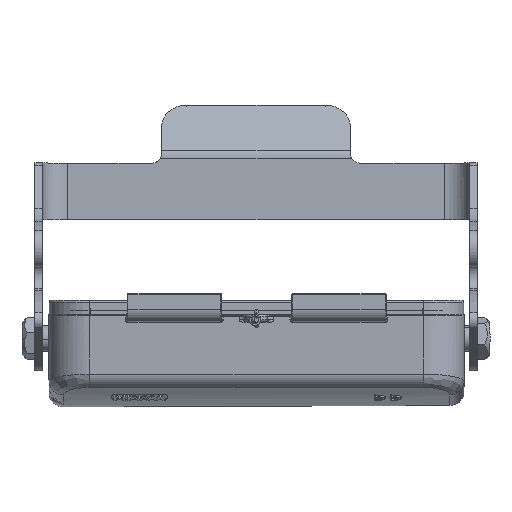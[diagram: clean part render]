
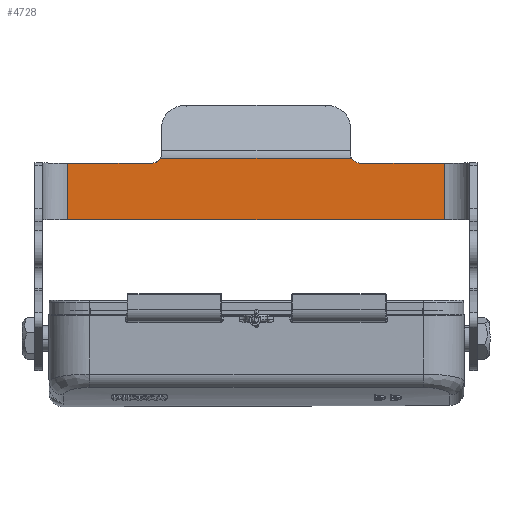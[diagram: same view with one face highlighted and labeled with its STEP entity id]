
A CAD part, front view. The second image highlights one B-rep face of the part: STEP entity #4728.
In plain terms, the highlighted planar face has unit normal (0, -1, 0.009).
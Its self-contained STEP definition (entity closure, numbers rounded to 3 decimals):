
#3827=PLANE('',#12671);
#4230=CIRCLE('',#12670,3.);
#4728=ADVANCED_FACE('',(#5411),#3827,.F.);
#5411=FACE_OUTER_BOUND('',#5926,.T.);
#5926=EDGE_LOOP('',(#8367,#8368,#8369,#8370,#8371,#8372,#8373,#8374,#8375,
#8376));
#6237=B_SPLINE_CURVE_WITH_KNOTS('',3,(#19894,#19895,#19896,#19897),
 .UNSPECIFIED.,.F.,.F.,(4,4),(0.,1.),.UNSPECIFIED.);
#6238=B_SPLINE_CURVE_WITH_KNOTS('',3,(#19899,#19900,#19901,#19902),
 .UNSPECIFIED.,.F.,.F.,(4,4),(0.,1.),.UNSPECIFIED.);
#6239=B_SPLINE_CURVE_WITH_KNOTS('',3,(#19904,#19905,#19906,#19907),
 .UNSPECIFIED.,.F.,.F.,(4,4),(0.,1.),.UNSPECIFIED.);
#6240=B_SPLINE_CURVE_WITH_KNOTS('',3,(#19909,#19910,#19911,#19912),
 .UNSPECIFIED.,.F.,.F.,(4,4),(0.,1.),.UNSPECIFIED.);
#8367=ORIENTED_EDGE('',*,*,#10624,.F.);
#8368=ORIENTED_EDGE('',*,*,#10625,.T.);
#8369=ORIENTED_EDGE('',*,*,#10626,.T.);
#8370=ORIENTED_EDGE('',*,*,#10627,.T.);
#8371=ORIENTED_EDGE('',*,*,#10628,.F.);
#8372=ORIENTED_EDGE('',*,*,#10629,.F.);
#8373=ORIENTED_EDGE('',*,*,#10630,.T.);
#8374=ORIENTED_EDGE('',*,*,#10631,.F.);
#8375=ORIENTED_EDGE('',*,*,#10559,.T.);
#8376=ORIENTED_EDGE('',*,*,#10622,.F.);
#9391=VERTEX_POINT('',#19759);
#9392=VERTEX_POINT('',#19761);
#9435=VERTEX_POINT('',#19889);
#9436=VERTEX_POINT('',#19893);
#9437=VERTEX_POINT('',#19898);
#9438=VERTEX_POINT('',#19903);
#9439=VERTEX_POINT('',#19908);
#9440=VERTEX_POINT('',#19913);
#9441=VERTEX_POINT('',#19915);
#9442=VERTEX_POINT('',#19917);
#10559=EDGE_CURVE('',#9392,#9391,#11247,.T.);
#10622=EDGE_CURVE('',#9435,#9391,#11277,.T.);
#10624=EDGE_CURVE('',#9436,#9435,#4230,.T.);
#10625=EDGE_CURVE('',#9436,#9437,#6237,.T.);
#10626=EDGE_CURVE('',#9437,#9438,#6238,.T.);
#10627=EDGE_CURVE('',#9438,#9439,#6239,.T.);
#10628=EDGE_CURVE('',#9440,#9439,#6240,.T.);
#10629=EDGE_CURVE('',#9441,#9440,#11279,.T.);
#10630=EDGE_CURVE('',#9441,#9442,#11280,.T.);
#10631=EDGE_CURVE('',#9392,#9442,#11281,.T.);
#11247=LINE('',#19760,#11790);
#11277=LINE('',#19888,#11820);
#11279=LINE('',#19914,#11822);
#11280=LINE('',#19916,#11823);
#11281=LINE('',#19918,#11824);
#11790=VECTOR('',#14667,1.);
#11820=VECTOR('',#14799,1.);
#11822=VECTOR('',#14805,1.);
#11823=VECTOR('',#14806,1.);
#11824=VECTOR('',#14807,1.);
#12670=AXIS2_PLACEMENT_3D('',#19892,#14803,#14804);
#12671=AXIS2_PLACEMENT_3D('',#19919,#14808,#14809);
#14667=DIRECTION('',(0.,0.009,1.));
#14799=DIRECTION('',(1.,0.,0.));
#14803=DIRECTION('',(0.,-1.,0.009));
#14804=DIRECTION('',(-0.865,-0.004,-0.502));
#14805=DIRECTION('',(1.,0.,0.));
#14806=DIRECTION('',(0.,-0.009,-1.));
#14807=DIRECTION('',(-1.,0.,0.));
#14808=DIRECTION('',(0.,1.,-0.009));
#14809=DIRECTION('',(-1.,0.,0.));
#19759=CARTESIAN_POINT('',(59.781,45.054,82.302));
#19760=CARTESIAN_POINT('',(59.781,44.893,64.303));
#19761=CARTESIAN_POINT('',(59.781,44.893,64.303));
#19888=CARTESIAN_POINT('',(32.831,45.054,82.302));
#19889=CARTESIAN_POINT('',(32.831,45.054,82.302));
#19892=CARTESIAN_POINT('',(32.831,45.081,85.302));
#19893=CARTESIAN_POINT('',(30.237,45.068,83.794));
#19894=CARTESIAN_POINT('',(30.237,45.068,83.794));
#19895=CARTESIAN_POINT('',(30.102,45.068,83.794));
#19896=CARTESIAN_POINT('',(29.966,45.068,83.795));
#19897=CARTESIAN_POINT('',(29.831,45.068,83.796));
#19898=CARTESIAN_POINT('',(29.831,45.068,83.796));
#19899=CARTESIAN_POINT('',(29.831,45.068,83.796));
#19900=CARTESIAN_POINT('',(9.831,45.068,83.796));
#19901=CARTESIAN_POINT('',(-10.169,45.068,83.796));
#19902=CARTESIAN_POINT('',(-30.169,45.068,83.795));
#19903=CARTESIAN_POINT('',(-30.169,45.068,83.795));
#19904=CARTESIAN_POINT('',(-30.169,45.068,83.795));
#19905=CARTESIAN_POINT('',(-30.305,45.068,83.794));
#19906=CARTESIAN_POINT('',(-30.441,45.068,83.793));
#19907=CARTESIAN_POINT('',(-30.576,45.068,83.792));
#19908=CARTESIAN_POINT('',(-30.576,45.068,83.792));
#19909=CARTESIAN_POINT('',(-33.169,45.054,82.302));
#19910=CARTESIAN_POINT('',(-32.125,45.054,82.302));
#19911=CARTESIAN_POINT('',(-31.102,45.06,82.891));
#19912=CARTESIAN_POINT('',(-30.576,45.068,83.792));
#19913=CARTESIAN_POINT('',(-33.169,45.054,82.302));
#19914=CARTESIAN_POINT('',(-60.119,45.054,82.302));
#19915=CARTESIAN_POINT('',(-60.119,45.054,82.302));
#19916=CARTESIAN_POINT('',(-60.119,45.054,82.302));
#19917=CARTESIAN_POINT('',(-60.119,44.893,64.303));
#19918=CARTESIAN_POINT('',(59.781,44.893,64.303));
#19919=CARTESIAN_POINT('',(59.781,45.054,82.302));
